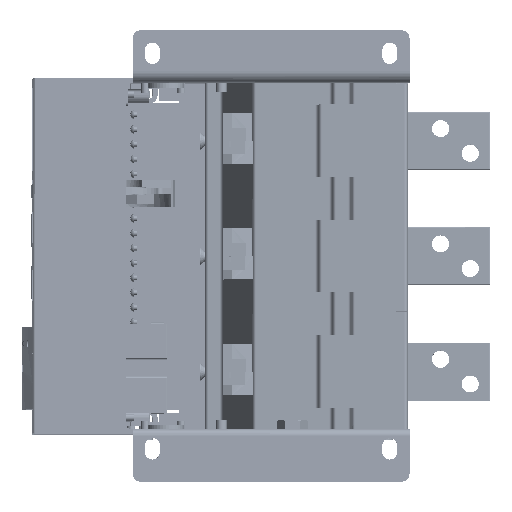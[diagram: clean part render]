
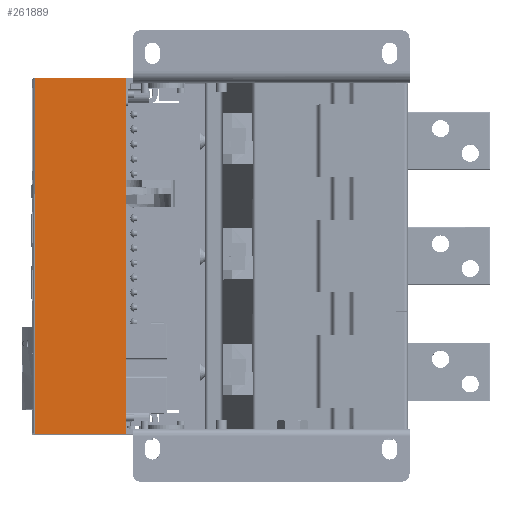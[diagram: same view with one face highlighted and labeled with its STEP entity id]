
A CAD part, top view. The second image highlights one B-rep face of the part: STEP entity #261889.
In plain terms, the highlighted planar face has unit normal (0.005, 0, 1).
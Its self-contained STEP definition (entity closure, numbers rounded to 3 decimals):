
#13077=DIRECTION('',(1.,0.,-0.005));
#13078=VECTOR('',#13077,55.2);
#13079=CARTESIAN_POINT('',(-226.024,-34.485,
1.121));
#13080=LINE('',#13079,#13078);
#41592=DIRECTION('',(-1.,0.,0.005));
#41593=VECTOR('',#41592,55.2);
#41594=CARTESIAN_POINT('',(-170.825,181.515,
0.82));
#41595=LINE('',#41594,#41593);
#45633=DIRECTION('',(0.,1.,0.));
#45634=VECTOR('',#45633,216.);
#45635=CARTESIAN_POINT('',(-170.825,-34.485,
0.832));
#45636=LINE('',#45635,#45634);
#101941=DIRECTION('',(0.,-1.,0.));
#101942=VECTOR('',#101941,216.);
#101943=CARTESIAN_POINT('',(-226.024,181.515,
1.108));
#101944=LINE('',#101943,#101942);
#107927=CARTESIAN_POINT('',(-170.825,181.515,
0.82));
#107928=VERTEX_POINT('',#107927);
#107929=CARTESIAN_POINT('',(-226.024,181.515,
1.108));
#107930=VERTEX_POINT('',#107929);
#108123=CARTESIAN_POINT('',(-170.825,-34.485,
0.832));
#108125=VERTEX_POINT('',#108123);
#108169=CARTESIAN_POINT('',(-226.024,-34.485,
1.121));
#108170=VERTEX_POINT('',#108169);
#261877=CARTESIAN_POINT('',(-198.424,73.515,
0.97));
#261878=DIRECTION('',(0.005,0.,1.));
#261879=DIRECTION('',(0.,-1.,0.));
#261880=AXIS2_PLACEMENT_3D('',#261877,#261878,#261879);
#261881=PLANE('',#261880);
#261883=ORIENTED_EDGE('',*,*,#261882,.F.);
#261884=ORIENTED_EDGE('',*,*,#182825,.F.);
#261885=ORIENTED_EDGE('',*,*,#188189,.F.);
#261886=ORIENTED_EDGE('',*,*,#144773,.F.);
#261887=EDGE_LOOP('',(#261883,#261884,#261885,#261886));
#261888=FACE_OUTER_BOUND('',#261887,.F.);
#261889=ADVANCED_FACE('',(#261888),#261881,.T.);
#144773=EDGE_CURVE('',#108170,#108125,#13080,.T.);
#182825=EDGE_CURVE('',#107928,#107930,#41595,.T.);
#188189=EDGE_CURVE('',#108125,#107928,#45636,.T.);
#261882=EDGE_CURVE('',#107930,#108170,#101944,.T.);
